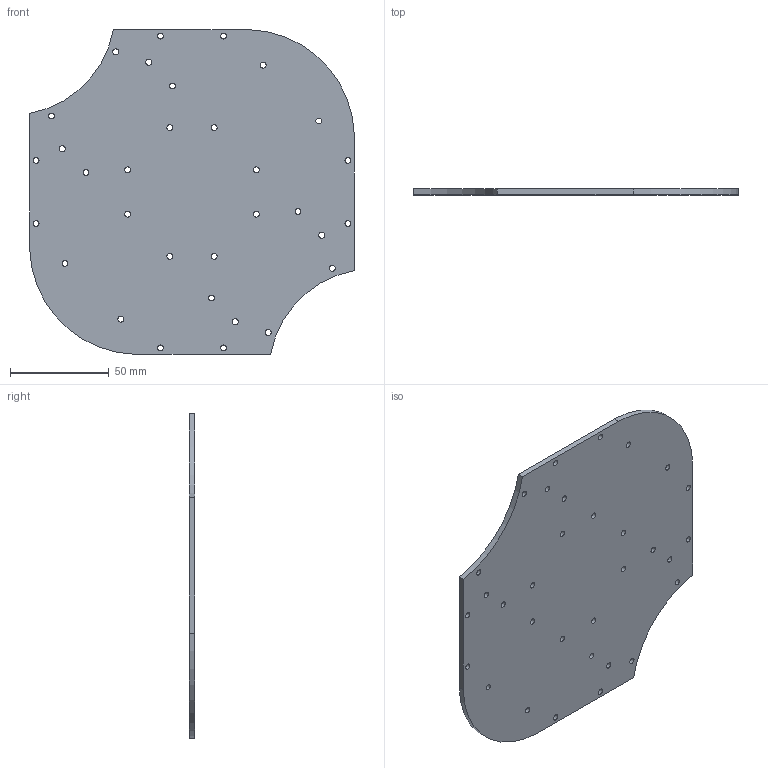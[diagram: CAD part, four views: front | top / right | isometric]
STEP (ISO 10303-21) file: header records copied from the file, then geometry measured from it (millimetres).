
FILE_DESCRIPTION(/* description */ (''),/* implementation_level */ '2;1');
FILE_NAME(/* name */ 'plat.stp',/* time_stamp */ '2025-07-21T13:26:26+03:00',/* author */ ('daa'),/* organization */ (''),/* preprocessor_version */ 'ST-DEVELOPER v19',/* originating_system */ 'Autodesk Inventor 2023',/* authorisation */ '');
FILE_SCHEMA (('AUTOMOTIVE_DESIGN { 1 0 10303 214 3 1 1 }'));
Length unit declared in the file: millimetre
Products named in the file (1): plat
Bounding box: 164.54 x 3 x 164.54 mm (x, y, z)
Volume: 68971.2 mm3; surface area: 48592.5 mm2
Topology: 1 solids, 1 shells, 42 faces, 120 edges, 80 vertices
Faces by surface type: cylinder 36, plane 6
Full cylindrical faces by diameter (mm): 3 x32
Entity records: 1587 total; most frequent: DIRECTION 278, CARTESIAN_POINT 243, ORIENTED_EDGE 240, EDGE_CURVE 120, AXIS2_PLACEMENT_3D 115, EDGE_LOOP 106, VERTEX_POINT 80, CIRCLE 72
